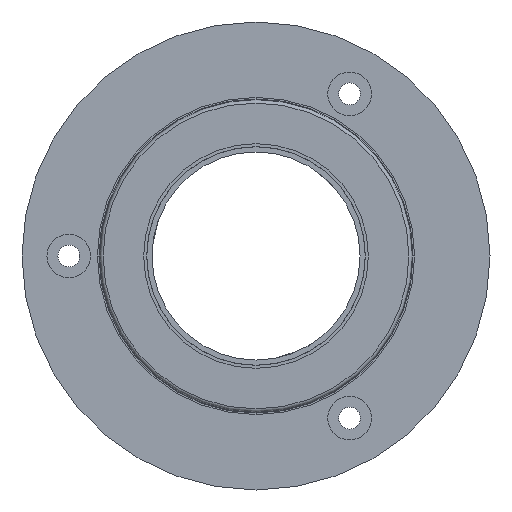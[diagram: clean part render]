
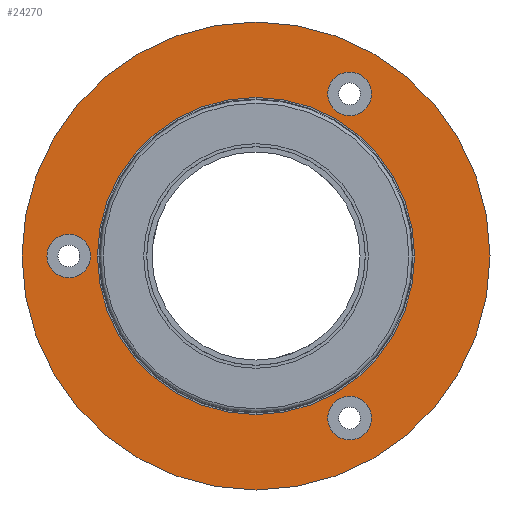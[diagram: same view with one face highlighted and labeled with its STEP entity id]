
A CAD part, left-side view. The second image highlights one B-rep face of the part: STEP entity #24270.
In plain terms, the highlighted planar face has unit normal (-1, 0, 0).
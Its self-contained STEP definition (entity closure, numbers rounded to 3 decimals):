
#80 = EDGE_LOOP ( 'NONE', ( #2295 ) ) ;
#247 = AXIS2_PLACEMENT_3D ( 'NONE', #21891, #40012, #67920 ) ;
#870 = ORIENTED_EDGE ( 'NONE', *, *, #23043, .F. ) ;
#1816 = CARTESIAN_POINT ( 'NONE',  ( 2.8, -6.9, 15.588 ) ) ;
#2295 = ORIENTED_EDGE ( 'NONE', *, *, #37271, .T. ) ;
#3350 = EDGE_LOOP ( 'NONE', ( #57980 ) ) ;
#6104 = DIRECTION ( 'NONE',  ( 0., 1., 0. ) ) ;
#7930 = AXIS2_PLACEMENT_3D ( 'NONE', #22897, #28910, #35913 ) ;
#12014 = CARTESIAN_POINT ( 'NONE',  ( 2.8, 22.5, 0. ) ) ;
#15011 = EDGE_LOOP ( 'NONE', ( #870 ) ) ;
#15817 = FACE_BOUND ( 'NONE', #63339, .T. ) ;
#21412 = DIRECTION ( 'NONE',  ( 1., 0., 0. ) ) ;
#21891 = CARTESIAN_POINT ( 'NONE',  ( 2.8, -9., 15.588 ) ) ;
#22897 = CARTESIAN_POINT ( 'NONE',  ( 2.8, 18., 0. ) ) ;
#23043 = EDGE_CURVE ( 'NONE', #64791, #64791, #36798, .T. ) ;
#23400 = DIRECTION ( 'NONE',  ( 1., 0., 0. ) ) ;
#24270 = ADVANCED_FACE ( 'NONE', ( #61827, #37668, #15817, #55414, #26317 ), #60335, .T. ) ;
#25272 = DIRECTION ( 'NONE',  ( 1., 0., 0. ) ) ;
#25947 = DIRECTION ( 'NONE',  ( 0., -1., 0. ) ) ;
#25991 = CARTESIAN_POINT ( 'NONE',  ( 2.8, 0., 0. ) ) ;
#26317 = FACE_OUTER_BOUND ( 'NONE', #15011, .T. ) ;
#28910 = DIRECTION ( 'NONE',  ( 1., 0., 0. ) ) ;
#29695 = VERTEX_POINT ( 'NONE', #52725 ) ;
#30783 = EDGE_LOOP ( 'NONE', ( #49105 ) ) ;
#31979 = CIRCLE ( 'NONE', #7930, 2.1 ) ;
#32329 = AXIS2_PLACEMENT_3D ( 'NONE', #25991, #25272, #49374 ) ;
#32675 = CIRCLE ( 'NONE', #247, 2.1 ) ;
#32711 = CARTESIAN_POINT ( 'NONE',  ( 2.8, 0., 0. ) ) ;
#35366 = VERTEX_POINT ( 'NONE', #59521 ) ;
#35913 = DIRECTION ( 'NONE',  ( 0., 1., 0. ) ) ;
#36798 = CIRCLE ( 'NONE', #44018, 22.5 ) ;
#36970 = AXIS2_PLACEMENT_3D ( 'NONE', #63430, #23400, #6104 ) ;
#37271 = EDGE_CURVE ( 'NONE', #35366, #35366, #64931, .T. ) ;
#37668 = FACE_BOUND ( 'NONE', #3350, .T. ) ;
#40012 = DIRECTION ( 'NONE',  ( 1., 0., 0. ) ) ;
#40367 = EDGE_CURVE ( 'NONE', #58416, #58416, #69507, .T. ) ;
#44018 = AXIS2_PLACEMENT_3D ( 'NONE', #32711, #21412, #44432 ) ;
#44432 = DIRECTION ( 'NONE',  ( 0., 1., 0. ) ) ;
#49105 = ORIENTED_EDGE ( 'NONE', *, *, #61137, .T. ) ;
#49374 = DIRECTION ( 'NONE',  ( 0., 1., 0. ) ) ;
#50083 = CARTESIAN_POINT ( 'NONE',  ( 2.8, 12.5, 0. ) ) ;
#50203 = ORIENTED_EDGE ( 'NONE', *, *, #55699, .T. ) ;
#52725 = CARTESIAN_POINT ( 'NONE',  ( 2.8, 20.1, 0. ) ) ;
#55414 = FACE_BOUND ( 'NONE', #80, .T. ) ;
#55699 = EDGE_CURVE ( 'NONE', #70437, #70437, #32675, .T. ) ;
#57980 = ORIENTED_EDGE ( 'NONE', *, *, #40367, .T. ) ;
#58416 = VERTEX_POINT ( 'NONE', #71172 ) ;
#59521 = CARTESIAN_POINT ( 'NONE',  ( 2.8, 12.5, 0. ) ) ;
#60335 = PLANE ( 'NONE',  #62197 ) ;
#61073 = DIRECTION ( 'NONE',  ( -1., 0., 0. ) ) ;
#61137 = EDGE_CURVE ( 'NONE', #29695, #29695, #31979, .T. ) ;
#61827 = FACE_BOUND ( 'NONE', #30783, .T. ) ;
#62197 = AXIS2_PLACEMENT_3D ( 'NONE', #50083, #61073, #25947 ) ;
#63339 = EDGE_LOOP ( 'NONE', ( #50203 ) ) ;
#63430 = CARTESIAN_POINT ( 'NONE',  ( 2.8, -9., -15.588 ) ) ;
#64791 = VERTEX_POINT ( 'NONE', #12014 ) ;
#64931 = CIRCLE ( 'NONE', #32329, 12.5 ) ;
#67920 = DIRECTION ( 'NONE',  ( 0., 1., 0. ) ) ;
#69507 = CIRCLE ( 'NONE', #36970, 2.1 ) ;
#70437 = VERTEX_POINT ( 'NONE', #1816 ) ;
#71172 = CARTESIAN_POINT ( 'NONE',  ( 2.8, -6.9, -15.588 ) ) ;
